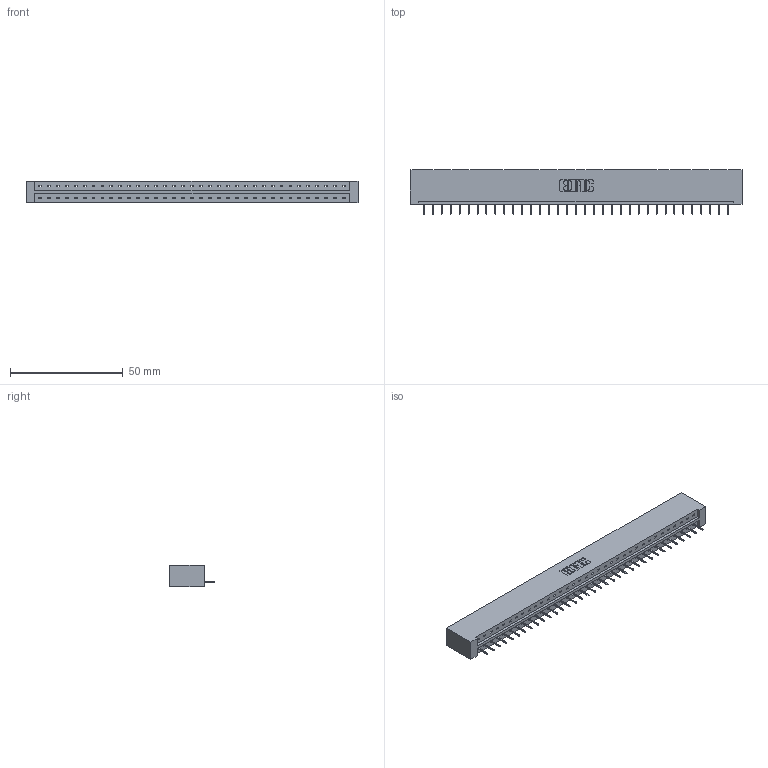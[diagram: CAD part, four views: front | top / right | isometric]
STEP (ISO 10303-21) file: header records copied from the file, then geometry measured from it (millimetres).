
FILE_DESCRIPTION (( 'STEP AP203' ), '1' );
FILE_NAME ('333-035-524-101.STEP', '2018-08-02T23:31:24', ( '' ), ( '' ), 'SwSTEP 2.0', 'SolidWorks 2016', '' );
FILE_SCHEMA (( 'CONFIG_CONTROL_DESIGN' ));
Length unit declared in the file: inch
Products named in the file (3): 333-035-524-101; 333 Part_Lugless; 345-292-001_345-293-124
Assembly tree (36 placements, depth 2):
  333-035-524-101
    333 Part_Lugless
    345-292-001_345-293-124  x35
Bounding box: 146.94 x 19.69 x 9.4 mm (x, y, z)
Volume: 15200.5 mm3; surface area: 15882.2 mm2
Topology: 36 solids, 36 shells, 2276 faces, 6587 edges, 4250 vertices
Faces by surface type: plane 1746, cylinder 530
Entity records: 22099 total; most frequent: CARTESIAN_POINT 3819, ORIENTED_EDGE 3790, DIRECTION 3229, EDGE_CURVE 1895, LINE 1779, VECTOR 1779, VERTEX_POINT 1258, AXIS2_PLACEMENT_3D 725
